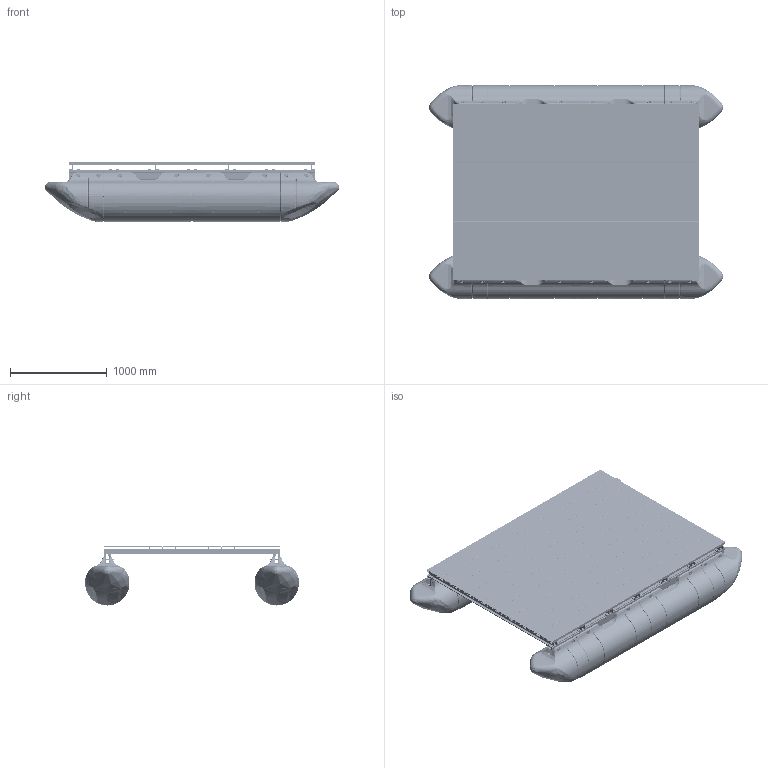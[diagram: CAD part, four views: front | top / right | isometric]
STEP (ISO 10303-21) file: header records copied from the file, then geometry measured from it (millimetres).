
FILE_DESCRIPTION(/* description */ (''),/* implementation_level */ '2;1');
FILE_NAME(/* name */ '6x10dnboat.step',/* time_stamp */ '2022-09-24T04:22:55-04:00',/* author */ (''),/* organization */ (''),/* preprocessor_version */ 'ST-DEVELOPER v19',/* originating_system */ 'Autodesk Translation Framework v11.7.0.108',/* authorisation */ '');
FILE_SCHEMA (('AUTOMOTIVE_DESIGN { 1 0 10303 214 3 1 1 }'));
Products named in the file (82): 6x10 DN boat; 18" float SINGLE bolt set; 18" float SINGLE bolt set_1; 18" float SINGLE bolt set_2; 18" float SINGLE bolt set_3; 18" float SINGLE bolt set_4; 18" float SINGLE bolt set_5; 18" float SINGLE bolt set_6; 18" float SINGLE bolt set_7; 18" float SINGLE bolt set_8; MCM 92198A642 - 3/8" x 4 1/2" hex bolt; MCM 92141A051 - 3/8" x 1" OD fender washer; MCM 91831A127 - 3/8"-16 lock nut; 6' HC CM Bolt set; 3/8" x 7/8" HC bolt assembly; 3/8" x 7/8" HC bolt assembly_1; 3/8" x 7/8" HC bolt assembly_2; 3/8" x 7/8" HC bolt assembly_3; 3/8" x 7/8" HC bolt assembly_4; 3/8" x 7/8" HC bolt assembly_5; 3/8" x 7/8" HC bolt assembly_6; 3/8" x 7/8" HC bolt assembly_7; 6' HC CM Bolt set_1; 3/8" x 7/8" HC bolt assembly_8; 3/8" x 7/8" HC bolt assembly_9; 3/8" x 7/8" HC bolt assembly_10; 3/8" x 7/8" HC bolt assembly_11; 3/8" x 7/8" HC bolt assembly_12; 3/8" x 7/8" HC bolt assembly_13; 3/8" x 7/8" HC bolt assembly_14; 3/8" x 7/8" HC bolt assembly_15; 6' HC CM Bolt set_2; 3/8" x 7/8" HC bolt assembly_16; 3/8" x 7/8" HC bolt assembly_17; 3/8" x 7/8" HC bolt assembly_18; 3/8" x 7/8" HC bolt assembly_19; 3/8" x 7/8" HC bolt assembly_20; 3/8" x 7/8" HC bolt assembly_21; 3/8" x 7/8" HC bolt assembly_22; 3/8" x 7/8" HC bolt assembly_23 ...
Assembly tree (229 placements, depth 3):
  6x10 DN boat
    18" float SINGLE bolt set
      MCM 92198A642 - 3/8" x 4 1/2" hex bolt
      MCM 92141A051 - 3/8" x 1" OD fender washer  x2
      MCM 91831A127 - 3/8"-16 lock nut
    18" float SINGLE bolt set_1
      MCM 92198A642 - 3/8" x 4 1/2" hex bolt
      MCM 92141A051 - 3/8" x 1" OD fender washer  x2
      MCM 91831A127 - 3/8"-16 lock nut
    18" float SINGLE bolt set_2
      MCM 92198A642 - 3/8" x 4 1/2" hex bolt
      MCM 92141A051 - 3/8" x 1" OD fender washer  x2
      MCM 91831A127 - 3/8"-16 lock nut
    18" float SINGLE bolt set_3
      MCM 92198A642 - 3/8" x 4 1/2" hex bolt
      MCM 92141A051 - 3/8" x 1" OD fender washer  x2
      MCM 91831A127 - 3/8"-16 lock nut
    18" float SINGLE bolt set_8  x8
      MCM 92198A642 - 3/8" x 4 1/2" hex bolt
      MCM 92141A051 - 3/8" x 1" OD fender washer
      MCM 91831A127 - 3/8"-16 lock nut
    18" float SINGLE bolt set_4
      MCM 92198A642 - 3/8" x 4 1/2" hex bolt
      MCM 92141A051 - 3/8" x 1" OD fender washer  x2
      MCM 91831A127 - 3/8"-16 lock nut
    18" float SINGLE bolt set_5
      MCM 92198A642 - 3/8" x 4 1/2" hex bolt
      MCM 92141A051 - 3/8" x 1" OD fender washer  x2
      MCM 91831A127 - 3/8"-16 lock nut
    18" float SINGLE bolt set_6
      MCM 92198A642 - 3/8" x 4 1/2" hex bolt
      MCM 92141A051 - 3/8" x 1" OD fender washer  x2
      MCM 91831A127 - 3/8"-16 lock nut
    18" float SINGLE bolt set_7
      MCM 92198A642 - 3/8" x 4 1/2" hex bolt
      MCM 92141A051 - 3/8" x 1" OD fender washer  x2
      MCM 91831A127 - 3/8"-16 lock nut
    18" STRAIGHT FLOAT  x4
      18 inch straight float
    18" NOSE CONE  x4
  6' HC CM Bolt set
    3/8" x 7/8" HC bolt assembly
      MCM 94785A423 - 3/8" SS square nut v2
      MCM 92240A623 - 3/8" x 7/8" SS hex bolt v1
    3/8" x 7/8" HC bolt assembly_1
      MCM 94785A423 - 3/8" SS square nut v2
      MCM 92240A623 - 3/8" x 7/8" SS hex bolt v1
    3/8" x 7/8" HC bolt assembly_2
      MCM 94785A423 - 3/8" SS square nut v2
      MCM 92240A623 - 3/8" x 7/8" SS hex bolt v1
    3/8" x 7/8" HC bolt assembly_3
      MCM 94785A423 - 3/8" SS square nut v2
      MCM 92240A623 - 3/8" x 7/8" SS hex bolt v1
    3/8" x 7/8" HC bolt assembly_4
      MCM 94785A423 - 3/8" SS square nut v2
      MCM 92240A623 - 3/8" x 7/8" SS hex bolt v1
    3/8" x 7/8" HC bolt assembly_5
      MCM 94785A423 - 3/8" SS square nut v2
      MCM 92240A623 - 3/8" x 7/8" SS hex bolt v1
    3/8" x 7/8" HC bolt assembly_6
Bounding box: 3047 x 2209.79 x 610.76 mm (x, y, z)
Volume: 875687998.6 mm3; surface area: 37282670.4 mm2
Topology: 330 solids, 330 shells, 13203 faces, 32217 edges, 19730 vertices
Faces by surface type: cylinder 5207, bspline 2568, plane 2424, cone 1544, torus 988, sphere 472
Full cylindrical faces by diameter (mm): 7.463 x1120, 8.058 x16, 8.236 x80, 9.525 x1192, 10.033 x56, 10.287 x56, 10.312 x32, 20.701 x56, 25.4 x32
Entity records: 97163 total; most frequent: CARTESIAN_POINT 38219, DIRECTION 11939, ORIENTED_EDGE 11832, EDGE_CURVE 5916, AXIS2_PLACEMENT_3D 4693, VERTEX_POINT 3765, EDGE_LOOP 2583, LINE 2553
